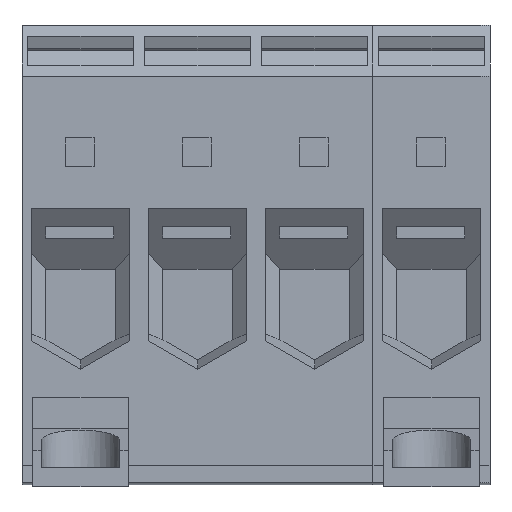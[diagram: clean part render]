
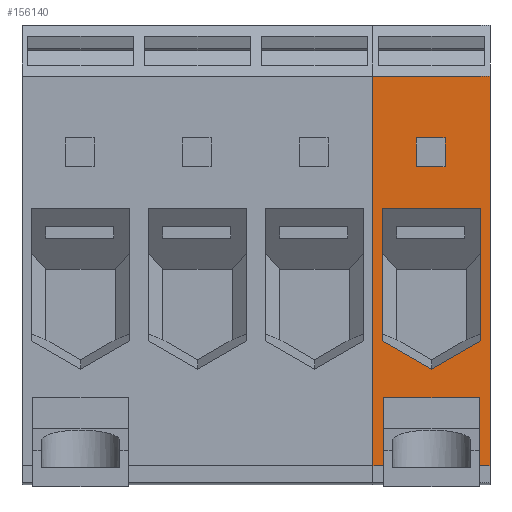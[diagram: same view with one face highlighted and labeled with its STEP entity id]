
A CAD part, front view. The second image highlights one B-rep face of the part: STEP entity #156140.
In plain terms, the highlighted face is planar.
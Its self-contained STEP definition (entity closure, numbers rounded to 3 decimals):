
#2430=CARTESIAN_POINT('',(74.494,-80.937,-111.15));
#2440=VERTEX_POINT('',#2430);
#2470=CARTESIAN_POINT('',(74.494,-72.375,-111.15));
#2480=DIRECTION('',(0.,1.,0.));
#2490=VECTOR('',#2480,1.);
#2500=LINE('',#2470,#2490);
#2510=CARTESIAN_POINT('',(74.494,-13.337,-111.15));
#2520=VERTEX_POINT('',#2510);
#2530=EDGE_CURVE('',#2440,#2520,#2500,.T.);
#34450=CARTESIAN_POINT('',(74.494,-80.937,-90.85));
#34460=VERTEX_POINT('',#34450);
#44780=CARTESIAN_POINT('',(74.494,-13.337,-90.85));
#44790=VERTEX_POINT('',#44780);
#44820=CARTESIAN_POINT('',(74.494,-72.375,-90.85));
#44830=DIRECTION('',(0.,-1.,0.));
#44840=VECTOR('',#44830,1.);
#44850=LINE('',#44820,#44840);
#44860=EDGE_CURVE('',#44790,#34460,#44850,.T.);
#114780=CARTESIAN_POINT('',(74.494,-69.162,
-92.7));
#114790=VERTEX_POINT('',#114780);
#114820=CARTESIAN_POINT('',(74.494,-69.162,
-64.7));
#114830=DIRECTION('',(0.,0.,1.));
#114840=VECTOR('',#114830,1.);
#114850=LINE('',#114820,#114840);
#114860=CARTESIAN_POINT('',(74.494,-69.162,-109.3));
#114870=VERTEX_POINT('',#114860);
#114880=EDGE_CURVE('',#114870,#114790,#114850,.T.);
#115180=CARTESIAN_POINT('',(74.494,-80.937,
-92.7));
#115190=VERTEX_POINT('',#115180);
#115220=CARTESIAN_POINT('',(74.494,-72.375,
-92.7));
#115230=DIRECTION('',(0.,1.,0.));
#115240=VECTOR('',#115230,1.);
#115250=LINE('',#115220,#115240);
#115260=EDGE_CURVE('',#115190,#114790,#115250,.T.);
#116550=CARTESIAN_POINT('',(74.494,-72.375,-109.3));
#116560=DIRECTION('',(0.,-1.,0.));
#116570=VECTOR('',#116560,1.);
#116580=LINE('',#116550,#116570);
#116590=CARTESIAN_POINT('',(74.494,-80.937,-109.3));
#116600=VERTEX_POINT('',#116590);
#116610=EDGE_CURVE('',#114870,#116600,#116580,.T.);
#118050=CARTESIAN_POINT('',(74.494,-80.937,
-64.7));
#118060=DIRECTION('',(0.,0.,-1.));
#118070=VECTOR('',#118060,1.);
#118080=LINE('',#118050,#118070);
#118090=EDGE_CURVE('',#34460,#115190,#118080,.T.);
#118140=EDGE_CURVE('',#116600,#2440,#118080,.T.);
#124910=CARTESIAN_POINT('',(74.494,-24.037,
-98.35));
#124920=VERTEX_POINT('',#124910);
#125090=CARTESIAN_POINT('',(74.494,-29.037,
-98.35));
#125100=VERTEX_POINT('',#125090);
#125130=CARTESIAN_POINT('',(74.494,-72.375,
-98.35));
#125140=DIRECTION('',(0.,-1.,0.));
#125150=VECTOR('',#125140,1.);
#125160=LINE('',#125130,#125150);
#125170=EDGE_CURVE('',#124920,#125100,#125160,.T.);
#125350=CARTESIAN_POINT('',(74.494,-24.037,
-103.35));
#125360=VERTEX_POINT('',#125350);
#125460=CARTESIAN_POINT('',(74.494,-24.037,
-76.4));
#125470=DIRECTION('',(0.,0.,1.));
#125480=VECTOR('',#125470,1.);
#125490=LINE('',#125460,#125480);
#125500=EDGE_CURVE('',#125360,#124920,#125490,.T.);
#128030=CARTESIAN_POINT('',(74.494,-29.037,
-103.35));
#128040=VERTEX_POINT('',#128030);
#128070=CARTESIAN_POINT('',(74.494,-29.037,
-76.4));
#128080=DIRECTION('',(0.,0.,1.));
#128090=VECTOR('',#128080,1.);
#128100=LINE('',#128070,#128090);
#128110=EDGE_CURVE('',#128040,#125100,#128100,.T.);
#128310=CARTESIAN_POINT('',(74.494,-72.375,
-103.35));
#128320=DIRECTION('',(0.,1.,0.));
#128330=VECTOR('',#128320,1.);
#128340=LINE('',#128310,#128330);
#128350=EDGE_CURVE('',#128040,#125360,#128340,.T.);
#155460=CARTESIAN_POINT('',(74.494,-13.337,
-90.85));
#155470=DIRECTION('',(-1.,0.,0.));
#155480=DIRECTION('',(0.,1.,0.));
#155490=AXIS2_PLACEMENT_3D('',#155460,#155470,#155480);
#155500=PLANE('',#155490);
#155510=ORIENTED_EDGE('',*,*,#128350,.F.);
#155520=ORIENTED_EDGE('',*,*,#125500,.F.);
#155530=ORIENTED_EDGE('',*,*,#125170,.F.);
#155540=ORIENTED_EDGE('',*,*,#128110,.T.);
#155550=EDGE_LOOP('',(#155540,#155530,#155520,#155510));
#155560=FACE_BOUND('',#155550,.T.);
#155570=CARTESIAN_POINT('',(74.494,-78.381,
-76.4));
#155580=DIRECTION('',(0.,-0.5,0.866));
#155590=VECTOR('',#155580,1.);
#155600=LINE('',#155570,#155590);
#155610=CARTESIAN_POINT('',(74.494,-59.268,
-109.504));
#155620=VERTEX_POINT('',#155610);
#155630=CARTESIAN_POINT('',(74.494,-64.178,
-101.));
#155640=VERTEX_POINT('',#155630);
#155650=EDGE_CURVE('',#155620,#155640,#155600,.T.);
#155660=ORIENTED_EDGE('',*,*,#155650,.T.);
#155670=CARTESIAN_POINT('',(74.494,-72.375,
-109.504));
#155680=DIRECTION('',(0.,-1.,0.));
#155690=VECTOR('',#155680,1.);
#155700=LINE('',#155670,#155690);
#155710=CARTESIAN_POINT('',(74.494,-36.28,
-109.504));
#155720=VERTEX_POINT('',#155710);
#155730=EDGE_CURVE('',#155720,#155620,#155700,.T.);
#155740=ORIENTED_EDGE('',*,*,#155730,.T.);
#155750=CARTESIAN_POINT('',(74.494,-36.28,
-76.4));
#155760=DIRECTION('',(0.,0.,-1.));
#155770=VECTOR('',#155760,1.);
#155780=LINE('',#155750,#155770);
#155790=CARTESIAN_POINT('',(74.494,-36.28,
-92.496));
#155800=VERTEX_POINT('',#155790);
#155810=EDGE_CURVE('',#155800,#155720,#155780,.T.);
#155820=ORIENTED_EDGE('',*,*,#155810,.T.);
#155830=CARTESIAN_POINT('',(74.494,-72.375,
-92.496));
#155840=DIRECTION('',(0.,1.,0.));
#155850=VECTOR('',#155840,1.);
#155860=LINE('',#155830,#155850);
#155870=CARTESIAN_POINT('',(74.494,-59.268,
-92.496));
#155880=VERTEX_POINT('',#155870);
#155890=EDGE_CURVE('',#155880,#155800,#155860,.T.);
#155900=ORIENTED_EDGE('',*,*,#155890,.T.);
#155910=CARTESIAN_POINT('',(74.494,-49.975,
-76.4));
#155920=DIRECTION('',(0.,-0.5,-0.866));
#155930=VECTOR('',#155920,1.);
#155940=LINE('',#155910,#155930);
#155950=EDGE_CURVE('',#155880,#155640,#155940,.T.);
#155960=ORIENTED_EDGE('',*,*,#155950,.F.);
#155970=EDGE_LOOP('',(#155960,#155900,#155820,#155740,#155660));
#155980=FACE_BOUND('',#155970,.T.);
#155990=ORIENTED_EDGE('',*,*,#115260,.T.);
#156000=ORIENTED_EDGE('',*,*,#118090,.T.);
#156010=ORIENTED_EDGE('',*,*,#44860,.T.);
#156020=CARTESIAN_POINT('',(74.494,-13.337,
-64.7));
#156030=DIRECTION('',(0.,0.,1.));
#156040=VECTOR('',#156030,1.);
#156050=LINE('',#156020,#156040);
#156060=EDGE_CURVE('',#2520,#44790,#156050,.T.);
#156070=ORIENTED_EDGE('',*,*,#156060,.T.);
#156080=ORIENTED_EDGE('',*,*,#2530,.T.);
#156090=ORIENTED_EDGE('',*,*,#118140,.T.);
#156100=ORIENTED_EDGE('',*,*,#116610,.T.);
#156110=ORIENTED_EDGE('',*,*,#114880,.F.);
#156120=EDGE_LOOP('',(#156110,#156100,#156090,#156080,#156070,#156010,
#156000,#155990));
#156130=FACE_OUTER_BOUND('',#156120,.T.);
#156140=ADVANCED_FACE('',(#155560,#155980,#156130),#155500,.F.);
